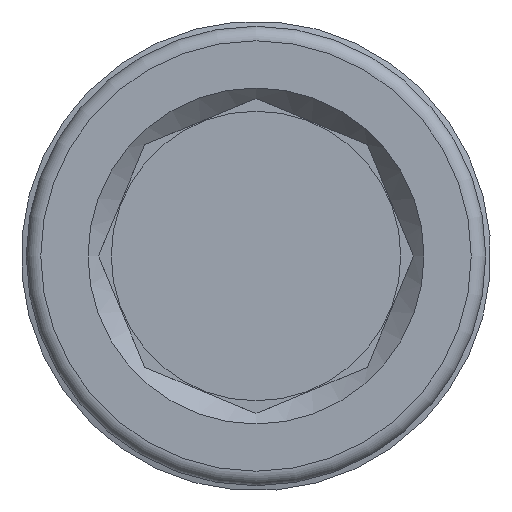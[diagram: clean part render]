
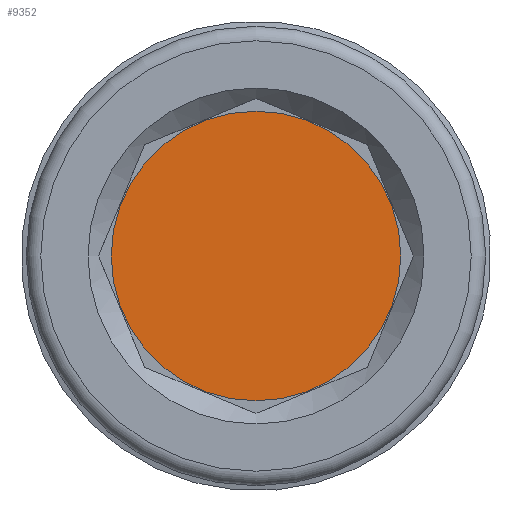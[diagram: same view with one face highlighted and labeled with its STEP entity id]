
A CAD part, left-side view. The second image highlights one B-rep face of the part: STEP entity #9352.
In plain terms, the highlighted planar face has unit normal (-1, 0, 0).
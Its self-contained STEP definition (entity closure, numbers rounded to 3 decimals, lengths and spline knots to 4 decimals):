
#1027=PLANE('',#9964);
#1574=FACE_OUTER_BOUND('',#2121,.T.);
#2121=EDGE_LOOP('',(#8287,#8288));
#3355=CIRCLE('',#9965,4.978);
#3356=CIRCLE('',#9966,4.978);
#4257=VERTEX_POINT('',#61867);
#4258=VERTEX_POINT('',#61868);
#5601=EDGE_CURVE('',#4257,#4258,#3355,.T.);
#5602=EDGE_CURVE('',#4258,#4257,#3356,.T.);
#8287=ORIENTED_EDGE('',*,*,#5601,.F.);
#8288=ORIENTED_EDGE('',*,*,#5602,.F.);
#9352=ADVANCED_FACE('',(#1574),#1027,.T.);
#9964=AXIS2_PLACEMENT_3D('',#61866,#11619,#11620);
#9965=AXIS2_PLACEMENT_3D('',#61869,#11621,#11622);
#9966=AXIS2_PLACEMENT_3D('',#61870,#11623,#11624);
#11619=DIRECTION('center_axis',(-1.,0.,0.));
#11620=DIRECTION('ref_axis',(0.,0.,1.));
#11621=DIRECTION('center_axis',(1.,0.,0.));
#11622=DIRECTION('ref_axis',(0.,0.,-1.));
#11623=DIRECTION('center_axis',(1.,0.,0.));
#11624=DIRECTION('ref_axis',(0.,0.,-1.));
#61866=CARTESIAN_POINT('Origin',(8.,4.978,0.));
#61867=CARTESIAN_POINT('',(8.,4.978,0.));
#61868=CARTESIAN_POINT('',(8.,-4.978,0.));
#61869=CARTESIAN_POINT('Origin',(8.,0.,0.));
#61870=CARTESIAN_POINT('Origin',(8.,0.,0.));
